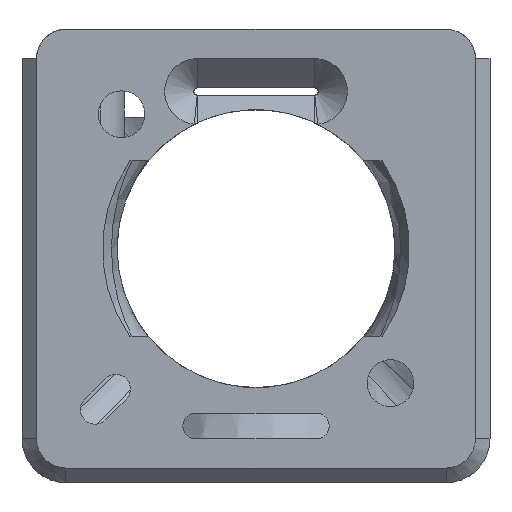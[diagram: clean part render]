
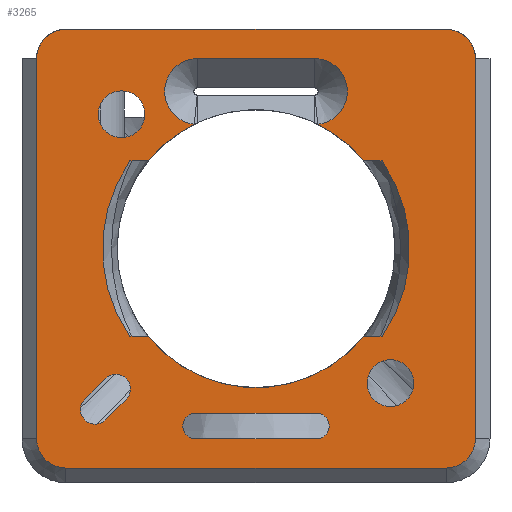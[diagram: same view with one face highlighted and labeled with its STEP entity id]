
A CAD part, front view. The second image highlights one B-rep face of the part: STEP entity #3265.
In plain terms, the highlighted planar face has unit normal (0, -1, 0).
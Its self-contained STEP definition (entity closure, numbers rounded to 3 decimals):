
#15=FACE_BOUND('',#619,.T.);
#16=FACE_BOUND('',#620,.T.);
#17=FACE_BOUND('',#621,.T.);
#18=FACE_BOUND('',#622,.T.);
#19=FACE_BOUND('',#623,.T.);
#269=PLANE('',#3514);
#419=FACE_OUTER_BOUND('',#618,.T.);
#618=EDGE_LOOP('',(#2390,#2391,#2392,#2393,#2394,#2395,#2396,#2397));
#619=EDGE_LOOP('',(#2398,#2399,#2400,#2401,#2402,#2403,#2404,#2405,#2406,
#2407,#2408,#2409));
#620=EDGE_LOOP('',(#2410,#2411,#2412,#2413));
#621=EDGE_LOOP('',(#2414));
#622=EDGE_LOOP('',(#2415));
#623=EDGE_LOOP('',(#2416,#2417,#2418,#2419));
#833=LINE('',#5357,#1062);
#845=LINE('',#5447,#1074);
#846=LINE('',#5451,#1075);
#847=LINE('',#5455,#1076);
#848=LINE('',#5458,#1077);
#849=LINE('',#5462,#1078);
#850=LINE('',#5466,#1079);
#851=LINE('',#5470,#1080);
#852=LINE('',#5474,#1081);
#853=LINE('',#5478,#1082);
#854=LINE('',#5482,#1083);
#855=LINE('',#5490,#1084);
#856=LINE('',#5494,#1085);
#1062=VECTOR('',#3853,10.);
#1074=VECTOR('',#3891,10.);
#1075=VECTOR('',#3894,10.);
#1076=VECTOR('',#3897,10.);
#1077=VECTOR('',#3900,10.);
#1078=VECTOR('',#3903,10.);
#1079=VECTOR('',#3906,10.);
#1080=VECTOR('',#3909,10.);
#1081=VECTOR('',#3912,10.);
#1082=VECTOR('',#3915,10.);
#1083=VECTOR('',#3918,10.);
#1084=VECTOR('',#3925,10.);
#1085=VECTOR('',#3928,10.);
#1289=CIRCLE('',#3504,2.249);
#1292=CIRCLE('',#3508,2.249);
#1294=CIRCLE('',#3515,2.);
#1295=CIRCLE('',#3516,2.);
#1296=CIRCLE('',#3517,2.);
#1297=CIRCLE('',#3518,2.);
#1298=CIRCLE('',#3519,9.5);
#1299=CIRCLE('',#3520,10.5);
#1300=CIRCLE('',#3521,9.5);
#1301=CIRCLE('',#3522,10.5);
#1302=CIRCLE('',#3523,9.5);
#1303=CIRCLE('',#3524,0.875);
#1304=CIRCLE('',#3525,0.875);
#1305=CIRCLE('',#3526,1.6);
#1306=CIRCLE('',#3527,1.6);
#1307=CIRCLE('',#3528,1.);
#1308=CIRCLE('',#3529,1.);
#1460=VERTEX_POINT('',#5354);
#1461=VERTEX_POINT('',#5356);
#1464=VERTEX_POINT('',#5363);
#1465=VERTEX_POINT('',#5368);
#1474=VERTEX_POINT('',#5443);
#1475=VERTEX_POINT('',#5444);
#1476=VERTEX_POINT('',#5446);
#1477=VERTEX_POINT('',#5448);
#1478=VERTEX_POINT('',#5450);
#1479=VERTEX_POINT('',#5452);
#1480=VERTEX_POINT('',#5454);
#1481=VERTEX_POINT('',#5456);
#1482=VERTEX_POINT('',#5459);
#1483=VERTEX_POINT('',#5461);
#1484=VERTEX_POINT('',#5463);
#1485=VERTEX_POINT('',#5465);
#1486=VERTEX_POINT('',#5467);
#1487=VERTEX_POINT('',#5469);
#1488=VERTEX_POINT('',#5471);
#1489=VERTEX_POINT('',#5473);
#1490=VERTEX_POINT('',#5476);
#1491=VERTEX_POINT('',#5477);
#1492=VERTEX_POINT('',#5479);
#1493=VERTEX_POINT('',#5481);
#1494=VERTEX_POINT('',#5484);
#1495=VERTEX_POINT('',#5486);
#1496=VERTEX_POINT('',#5488);
#1497=VERTEX_POINT('',#5489);
#1498=VERTEX_POINT('',#5491);
#1499=VERTEX_POINT('',#5493);
#1802=EDGE_CURVE('',#1460,#1461,#833,.T.);
#1806=EDGE_CURVE('',#1464,#1460,#1289,.T.);
#1810=EDGE_CURVE('',#1461,#1465,#1292,.T.);
#1824=EDGE_CURVE('',#1474,#1475,#1294,.T.);
#1825=EDGE_CURVE('',#1475,#1476,#845,.T.);
#1826=EDGE_CURVE('',#1476,#1477,#1295,.T.);
#1827=EDGE_CURVE('',#1477,#1478,#846,.T.);
#1828=EDGE_CURVE('',#1478,#1479,#1296,.T.);
#1829=EDGE_CURVE('',#1479,#1480,#847,.T.);
#1830=EDGE_CURVE('',#1480,#1481,#1297,.T.);
#1831=EDGE_CURVE('',#1481,#1474,#848,.T.);
#1832=EDGE_CURVE('',#1464,#1482,#1298,.T.);
#1833=EDGE_CURVE('',#1482,#1483,#849,.T.);
#1834=EDGE_CURVE('',#1483,#1484,#1299,.T.);
#1835=EDGE_CURVE('',#1484,#1485,#850,.T.);
#1836=EDGE_CURVE('',#1485,#1486,#1300,.T.);
#1837=EDGE_CURVE('',#1486,#1487,#851,.T.);
#1838=EDGE_CURVE('',#1487,#1488,#1301,.T.);
#1839=EDGE_CURVE('',#1488,#1489,#852,.T.);
#1840=EDGE_CURVE('',#1489,#1465,#1302,.T.);
#1841=EDGE_CURVE('',#1490,#1491,#853,.T.);
#1842=EDGE_CURVE('',#1491,#1492,#1303,.T.);
#1843=EDGE_CURVE('',#1492,#1493,#854,.T.);
#1844=EDGE_CURVE('',#1493,#1490,#1304,.T.);
#1845=EDGE_CURVE('',#1494,#1494,#1305,.T.);
#1846=EDGE_CURVE('',#1495,#1495,#1306,.T.);
#1847=EDGE_CURVE('',#1496,#1497,#855,.T.);
#1848=EDGE_CURVE('',#1497,#1498,#1307,.T.);
#1849=EDGE_CURVE('',#1498,#1499,#856,.T.);
#1850=EDGE_CURVE('',#1499,#1496,#1308,.T.);
#2390=ORIENTED_EDGE('',*,*,#1824,.T.);
#2391=ORIENTED_EDGE('',*,*,#1825,.T.);
#2392=ORIENTED_EDGE('',*,*,#1826,.T.);
#2393=ORIENTED_EDGE('',*,*,#1827,.T.);
#2394=ORIENTED_EDGE('',*,*,#1828,.T.);
#2395=ORIENTED_EDGE('',*,*,#1829,.T.);
#2396=ORIENTED_EDGE('',*,*,#1830,.T.);
#2397=ORIENTED_EDGE('',*,*,#1831,.T.);
#2398=ORIENTED_EDGE('',*,*,#1810,.F.);
#2399=ORIENTED_EDGE('',*,*,#1802,.F.);
#2400=ORIENTED_EDGE('',*,*,#1806,.F.);
#2401=ORIENTED_EDGE('',*,*,#1832,.T.);
#2402=ORIENTED_EDGE('',*,*,#1833,.T.);
#2403=ORIENTED_EDGE('',*,*,#1834,.T.);
#2404=ORIENTED_EDGE('',*,*,#1835,.T.);
#2405=ORIENTED_EDGE('',*,*,#1836,.T.);
#2406=ORIENTED_EDGE('',*,*,#1837,.T.);
#2407=ORIENTED_EDGE('',*,*,#1838,.T.);
#2408=ORIENTED_EDGE('',*,*,#1839,.T.);
#2409=ORIENTED_EDGE('',*,*,#1840,.T.);
#2410=ORIENTED_EDGE('',*,*,#1841,.T.);
#2411=ORIENTED_EDGE('',*,*,#1842,.T.);
#2412=ORIENTED_EDGE('',*,*,#1843,.T.);
#2413=ORIENTED_EDGE('',*,*,#1844,.T.);
#2414=ORIENTED_EDGE('',*,*,#1845,.T.);
#2415=ORIENTED_EDGE('',*,*,#1846,.T.);
#2416=ORIENTED_EDGE('',*,*,#1847,.T.);
#2417=ORIENTED_EDGE('',*,*,#1848,.T.);
#2418=ORIENTED_EDGE('',*,*,#1849,.T.);
#2419=ORIENTED_EDGE('',*,*,#1850,.T.);
#3265=ADVANCED_FACE('',(#419,#15,#16,#17,#18,#19),#269,.F.);
#3504=AXIS2_PLACEMENT_3D('',#5365,#3859,#3860);
#3508=AXIS2_PLACEMENT_3D('',#5372,#3868,#3869);
#3514=AXIS2_PLACEMENT_3D('',#5442,#3887,#3888);
#3515=AXIS2_PLACEMENT_3D('',#5445,#3889,#3890);
#3516=AXIS2_PLACEMENT_3D('',#5449,#3892,#3893);
#3517=AXIS2_PLACEMENT_3D('',#5453,#3895,#3896);
#3518=AXIS2_PLACEMENT_3D('',#5457,#3898,#3899);
#3519=AXIS2_PLACEMENT_3D('',#5460,#3901,#3902);
#3520=AXIS2_PLACEMENT_3D('',#5464,#3904,#3905);
#3521=AXIS2_PLACEMENT_3D('',#5468,#3907,#3908);
#3522=AXIS2_PLACEMENT_3D('',#5472,#3910,#3911);
#3523=AXIS2_PLACEMENT_3D('',#5475,#3913,#3914);
#3524=AXIS2_PLACEMENT_3D('',#5480,#3916,#3917);
#3525=AXIS2_PLACEMENT_3D('',#5483,#3919,#3920);
#3526=AXIS2_PLACEMENT_3D('',#5485,#3921,#3922);
#3527=AXIS2_PLACEMENT_3D('',#5487,#3923,#3924);
#3528=AXIS2_PLACEMENT_3D('',#5492,#3926,#3927);
#3529=AXIS2_PLACEMENT_3D('',#5495,#3929,#3930);
#3853=DIRECTION('',(-1.,0.,0.));
#3859=DIRECTION('center_axis',(0.,-1.,0.));
#3860=DIRECTION('ref_axis',(0.,0.,-1.));
#3868=DIRECTION('center_axis',(0.,-1.,0.));
#3869=DIRECTION('ref_axis',(0.,0.,1.));
#3887=DIRECTION('center_axis',(0.,1.,0.));
#3888=DIRECTION('ref_axis',(0.,0.,1.));
#3889=DIRECTION('center_axis',(0.,-1.,0.));
#3890=DIRECTION('ref_axis',(0.,0.,1.));
#3891=DIRECTION('',(0.,0.,1.));
#3892=DIRECTION('center_axis',(0.,-1.,0.));
#3893=DIRECTION('ref_axis',(-1.,0.,0.));
#3894=DIRECTION('',(-1.,0.,0.));
#3895=DIRECTION('center_axis',(0.,-1.,0.));
#3896=DIRECTION('ref_axis',(0.,0.,-1.));
#3897=DIRECTION('',(0.,0.,-1.));
#3898=DIRECTION('center_axis',(0.,-1.,0.));
#3899=DIRECTION('ref_axis',(1.,0.,0.));
#3900=DIRECTION('',(1.,0.,0.));
#3901=DIRECTION('center_axis',(0.,1.,0.));
#3902=DIRECTION('ref_axis',(1.,0.,0.));
#3903=DIRECTION('',(1.,0.,0.));
#3904=DIRECTION('center_axis',(0.,1.,0.));
#3905=DIRECTION('ref_axis',(1.,0.,0.));
#3906=DIRECTION('',(-1.,0.,0.));
#3907=DIRECTION('center_axis',(0.,1.,0.));
#3908=DIRECTION('ref_axis',(1.,0.,0.));
#3909=DIRECTION('',(-1.,0.,0.));
#3910=DIRECTION('center_axis',(0.,1.,0.));
#3911=DIRECTION('ref_axis',(1.,0.,0.));
#3912=DIRECTION('',(1.,0.,0.));
#3913=DIRECTION('center_axis',(0.,1.,0.));
#3914=DIRECTION('ref_axis',(1.,0.,0.));
#3915=DIRECTION('',(1.,0.,0.));
#3916=DIRECTION('center_axis',(0.,1.,0.));
#3917=DIRECTION('ref_axis',(0.,0.,-1.));
#3918=DIRECTION('',(-1.,0.,0.));
#3919=DIRECTION('center_axis',(0.,1.,0.));
#3920=DIRECTION('ref_axis',(0.,0.,1.));
#3921=DIRECTION('center_axis',(0.,1.,0.));
#3922=DIRECTION('ref_axis',(1.,0.,0.));
#3923=DIRECTION('center_axis',(0.,1.,0.));
#3924=DIRECTION('ref_axis',(1.,0.,0.));
#3925=DIRECTION('',(0.707,0.,0.707));
#3926=DIRECTION('center_axis',(0.,1.,0.));
#3927=DIRECTION('ref_axis',(0.707,0.,-0.707));
#3928=DIRECTION('',(-0.707,0.,-0.707));
#3929=DIRECTION('center_axis',(0.,1.,0.));
#3930=DIRECTION('ref_axis',(-0.707,0.,0.707));
#5354=CARTESIAN_POINT('',(4.,-2.,12.999));
#5356=CARTESIAN_POINT('',(-4.,-2.,12.999));
#5357=CARTESIAN_POINT('',(-2.,-2.,12.999));
#5363=CARTESIAN_POINT('',(4.219,-2.,8.512));
#5365=CARTESIAN_POINT('Origin',(4.,-2.,10.75));
#5368=CARTESIAN_POINT('',(-4.219,-2.,8.512));
#5372=CARTESIAN_POINT('Origin',(-4.,-2.,10.75));
#5442=CARTESIAN_POINT('Origin',(0.,-2.,-0.5));
#5443=CARTESIAN_POINT('',(13.,-2.,-15.));
#5444=CARTESIAN_POINT('',(15.,-2.,-13.));
#5445=CARTESIAN_POINT('Origin',(13.,-2.,-13.));
#5446=CARTESIAN_POINT('',(15.,-2.,13.));
#5447=CARTESIAN_POINT('',(15.,-2.,-6.75));
#5448=CARTESIAN_POINT('',(13.,-2.,15.));
#5449=CARTESIAN_POINT('Origin',(13.,-2.,13.));
#5450=CARTESIAN_POINT('',(-13.,-2.,15.));
#5451=CARTESIAN_POINT('',(6.5,-2.,15.));
#5452=CARTESIAN_POINT('',(-15.,-2.,13.));
#5453=CARTESIAN_POINT('Origin',(-13.,-2.,13.));
#5454=CARTESIAN_POINT('',(-15.,-2.,-13.));
#5455=CARTESIAN_POINT('',(-15.,-2.,6.25));
#5456=CARTESIAN_POINT('',(-13.,-2.,-15.));
#5457=CARTESIAN_POINT('Origin',(-13.,-2.,-13.));
#5458=CARTESIAN_POINT('',(-6.5,-2.,-15.));
#5459=CARTESIAN_POINT('',(7.365,-2.,6.));
#5460=CARTESIAN_POINT('Origin',(0.,-2.,0.));
#5461=CARTESIAN_POINT('',(8.617,-2.,6.));
#5462=CARTESIAN_POINT('',(3.683,-2.,6.));
#5463=CARTESIAN_POINT('',(8.617,-2.,-6.));
#5464=CARTESIAN_POINT('Origin',(0.,-2.,0.));
#5465=CARTESIAN_POINT('',(7.365,-2.,-6.));
#5466=CARTESIAN_POINT('',(4.308,-2.,-6.));
#5467=CARTESIAN_POINT('',(-7.365,-2.,-6.));
#5468=CARTESIAN_POINT('Origin',(0.,-2.,0.));
#5469=CARTESIAN_POINT('',(-8.617,-2.,-6.));
#5470=CARTESIAN_POINT('',(-3.683,-2.,-6.));
#5471=CARTESIAN_POINT('',(-8.617,-2.,6.));
#5472=CARTESIAN_POINT('Origin',(0.,-2.,0.));
#5473=CARTESIAN_POINT('',(-7.365,-2.,6.));
#5474=CARTESIAN_POINT('',(-4.308,-2.,6.));
#5475=CARTESIAN_POINT('Origin',(0.,-2.,0.));
#5476=CARTESIAN_POINT('',(-4.125,-2.,-11.25));
#5477=CARTESIAN_POINT('',(4.125,-2.,-11.25));
#5478=CARTESIAN_POINT('',(-2.063,-2.,-11.25));
#5479=CARTESIAN_POINT('',(4.125,-2.,-13.));
#5480=CARTESIAN_POINT('Origin',(4.125,-2.,-12.125));
#5481=CARTESIAN_POINT('',(-4.125,-2.,-13.));
#5482=CARTESIAN_POINT('',(2.063,-2.,-13.));
#5483=CARTESIAN_POINT('Origin',(-4.125,-2.,-12.125));
#5484=CARTESIAN_POINT('',(7.592,-2.,-9.192));
#5485=CARTESIAN_POINT('Origin',(9.192,-2.,-9.192));
#5486=CARTESIAN_POINT('',(-10.792,-2.,9.192));
#5487=CARTESIAN_POINT('Origin',(-9.192,-2.,9.192));
#5488=CARTESIAN_POINT('',(-11.707,-2.,-10.293));
#5489=CARTESIAN_POINT('',(-10.293,-2.,-8.879));
#5490=CARTESIAN_POINT('',(-6.332,-2.,-4.918));
#5491=CARTESIAN_POINT('',(-8.879,-2.,-10.293));
#5492=CARTESIAN_POINT('Origin',(-9.586,-2.,-9.586));
#5493=CARTESIAN_POINT('',(-10.293,-2.,-11.707));
#5494=CARTESIAN_POINT('',(-4.211,-2.,-5.625));
#5495=CARTESIAN_POINT('Origin',(-11.,-2.,-11.));
